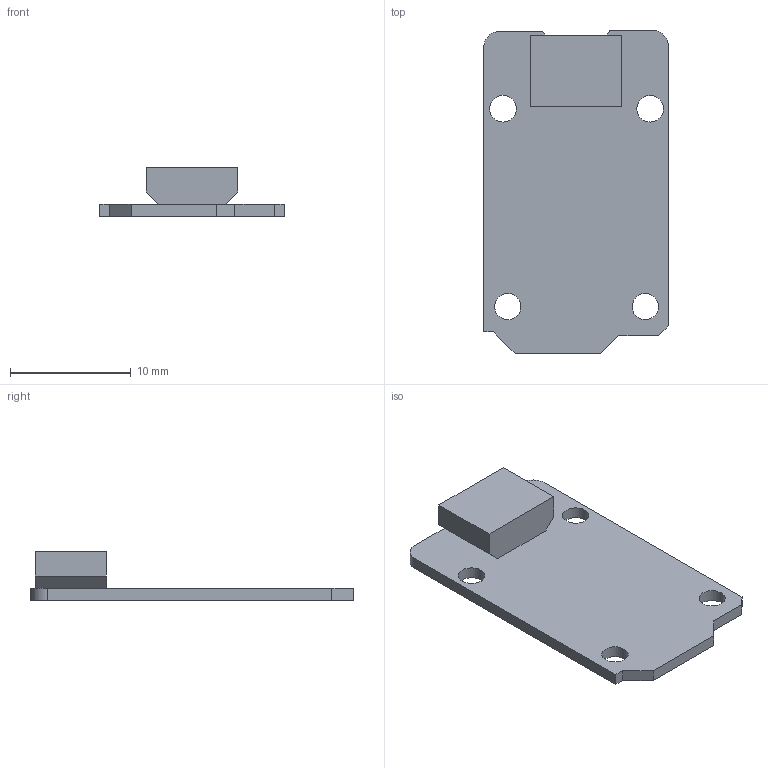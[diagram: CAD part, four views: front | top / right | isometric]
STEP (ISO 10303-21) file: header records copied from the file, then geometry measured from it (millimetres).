
FILE_DESCRIPTION(/* description */ (''),/* implementation_level */ '2;1');
FILE_NAME(/* name */ '1501 Trinket 5V.step',/* time_stamp */ '2018-07-07T12:37:43-04:00',/* author */ ('Adafruit'),/* organization */ (''),/* preprocessor_version */ 'ST-DEVELOPER v17',/* originating_system */ 'Autodesk Translation Framework v7.1.0.215',/* authorisation */ '');
FILE_SCHEMA (('AUTOMOTIVE_DESIGN { 1 0 10303 214 3 1 1 }'));
Length unit declared in the file: millimetre
Products named in the file (1): Trinket 5V
Bounding box: 15.3 x 26.8 x 4 mm (x, y, z)
Volume: 509.5 mm3; surface area: 1032.1 mm2
Topology: 2 solids, 2 shells, 30 faces, 78 edges, 52 vertices
Faces by surface type: plane 24, cylinder 4, bspline 2
Full cylindrical faces by diameter (mm): 2.18 x2, 2.21 x2
Entity records: 964 total; most frequent: CARTESIAN_POINT 187, ORIENTED_EDGE 156, DIRECTION 140, EDGE_CURVE 78, LINE 66, VECTOR 66, VERTEX_POINT 52, EDGE_LOOP 38
